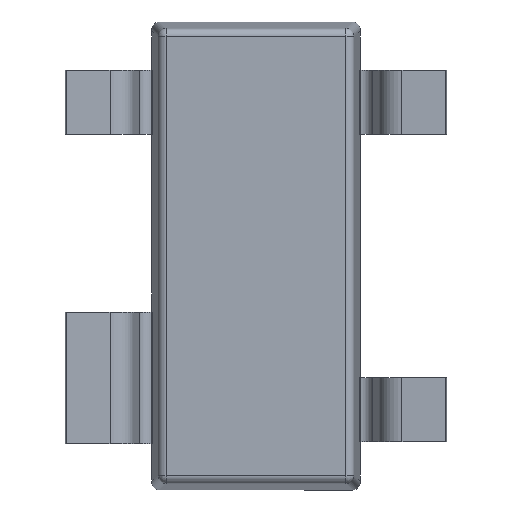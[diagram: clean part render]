
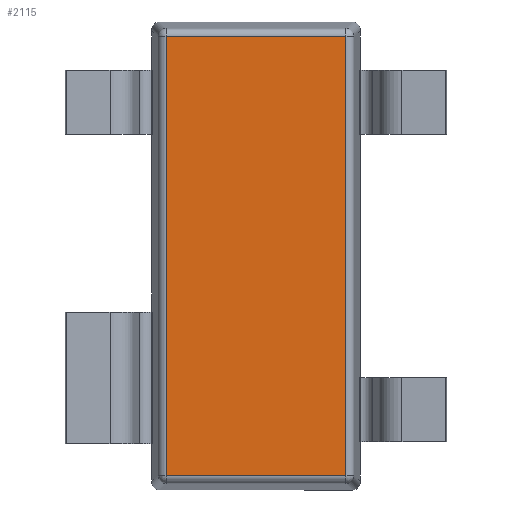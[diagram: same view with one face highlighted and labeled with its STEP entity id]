
A CAD part, front view. The second image highlights one B-rep face of the part: STEP entity #2115.
In plain terms, the highlighted planar face has unit normal (0, -1, 0).
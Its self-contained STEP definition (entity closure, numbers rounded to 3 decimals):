
#77 = CARTESIAN_POINT ( 'NONE',  ( 0.56, 0.05, -1.37 ) ) ;
#324 = VERTEX_POINT ( 'NONE', #77 ) ;
#428 = VECTOR ( 'NONE', #2039, 1000. ) ;
#562 = DIRECTION ( 'NONE',  ( 1., 0., 0. ) ) ;
#810 = LINE ( 'NONE', #3265, #1223 ) ;
#853 = DIRECTION ( 'NONE',  ( 0., 1., 0. ) ) ;
#905 = EDGE_CURVE ( 'NONE', #324, #1304, #1538, .T. ) ;
#961 = EDGE_LOOP ( 'NONE', ( #1479, #1041, #1691, #1128 ) ) ;
#1041 = ORIENTED_EDGE ( 'NONE', *, *, #2856, .T. ) ;
#1128 = ORIENTED_EDGE ( 'NONE', *, *, #2133, .T. ) ;
#1183 = VECTOR ( 'NONE', #2504, 1000. ) ;
#1223 = VECTOR ( 'NONE', #1889, 1000. ) ;
#1304 = VERTEX_POINT ( 'NONE', #2999 ) ;
#1399 = DIRECTION ( 'NONE',  ( 0., 0., 1. ) ) ;
#1479 = ORIENTED_EDGE ( 'NONE', *, *, #905, .T. ) ;
#1538 = LINE ( 'NONE', #3398, #428 ) ;
#1691 = ORIENTED_EDGE ( 'NONE', *, *, #3240, .T. ) ;
#1889 = DIRECTION ( 'NONE',  ( -1., 0., 0. ) ) ;
#1917 = LINE ( 'NONE', #2716, #1183 ) ;
#1933 = LINE ( 'NONE', #2702, #2582 ) ;
#1938 = CARTESIAN_POINT ( 'NONE',  ( -0.56, 0.05, 1.37 ) ) ;
#1942 = CARTESIAN_POINT ( 'NONE',  ( 0., 0.05, 0. ) ) ;
#2039 = DIRECTION ( 'NONE',  ( 0., 0., 1. ) ) ;
#2115 = ADVANCED_FACE ( 'NONE', ( #2759 ), #2174, .F. ) ;
#2133 = EDGE_CURVE ( 'NONE', #3362, #324, #1933, .T. ) ;
#2174 = PLANE ( 'NONE',  #2889 ) ;
#2199 = CARTESIAN_POINT ( 'NONE',  ( -0.56, 0.05, -1.37 ) ) ;
#2504 = DIRECTION ( 'NONE',  ( 0., 0., -1. ) ) ;
#2582 = VECTOR ( 'NONE', #562, 1000. ) ;
#2702 = CARTESIAN_POINT ( 'NONE',  ( 0.606, 0.05, -1.37 ) ) ;
#2716 = CARTESIAN_POINT ( 'NONE',  ( -0.56, 0.05, -1.416 ) ) ;
#2759 = FACE_OUTER_BOUND ( 'NONE', #961, .T. ) ;
#2856 = EDGE_CURVE ( 'NONE', #1304, #3446, #810, .T. ) ;
#2889 = AXIS2_PLACEMENT_3D ( 'NONE', #1942, #853, #1399 ) ;
#2999 = CARTESIAN_POINT ( 'NONE',  ( 0.56, 0.05, 1.37 ) ) ;
#3240 = EDGE_CURVE ( 'NONE', #3446, #3362, #1917, .T. ) ;
#3265 = CARTESIAN_POINT ( 'NONE',  ( -0.606, 0.05, 1.37 ) ) ;
#3362 = VERTEX_POINT ( 'NONE', #2199 ) ;
#3398 = CARTESIAN_POINT ( 'NONE',  ( 0.56, 0.05, 1.416 ) ) ;
#3446 = VERTEX_POINT ( 'NONE', #1938 ) ;
